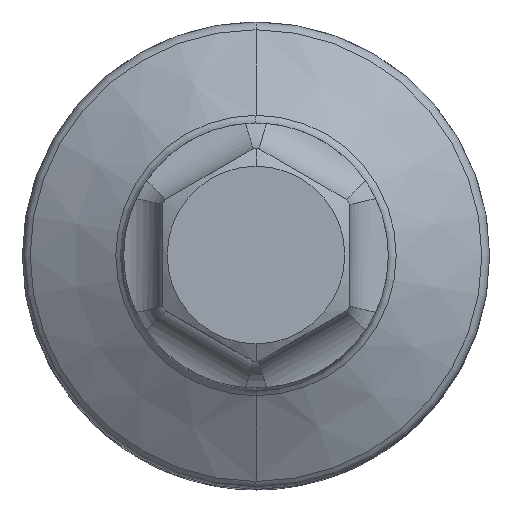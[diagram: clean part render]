
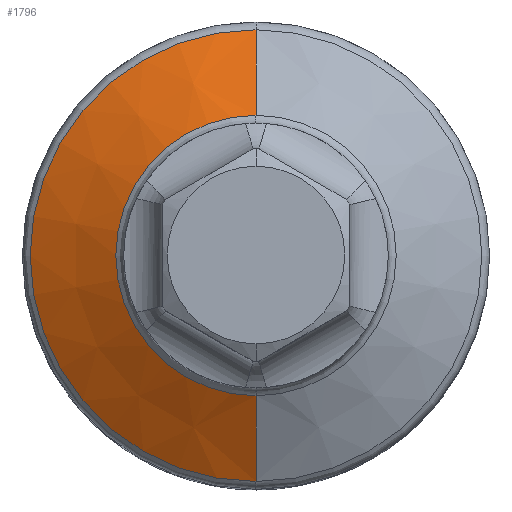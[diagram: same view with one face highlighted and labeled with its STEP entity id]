
A CAD part, top view. The second image highlights one B-rep face of the part: STEP entity #1796.
In plain terms, the highlighted conical face has half-angle 60 degrees and reference radius 11.75 mm.
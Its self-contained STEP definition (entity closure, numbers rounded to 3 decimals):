
#521=CARTESIAN_POINT('',(0.,0.,28.536));
#522=DIRECTION('',(0.,0.,1.));
#523=DIRECTION('',(0.,1.,0.));
#524=AXIS2_PLACEMENT_3D('',#521,#522,#523);
#526=DIRECTION('',(0.,-0.866,0.5));
#527=VECTOR('',#526,6.351);
#528=CARTESIAN_POINT('',(0.,14.5,28.536));
#529=LINE('',#528,#527);
#530=CARTESIAN_POINT('',(0.,0.,31.711));
#531=DIRECTION('',(0.,0.,-1.));
#532=DIRECTION('',(0.,-1.,0.));
#533=AXIS2_PLACEMENT_3D('',#530,#531,#532);
#535=DIRECTION('',(0.,0.866,0.5));
#536=VECTOR('',#535,6.351);
#537=CARTESIAN_POINT('',(0.,-14.5,28.536));
#538=LINE('',#537,#536);
#1306=CARTESIAN_POINT('',(0.,-9.,31.711));
#1307=CARTESIAN_POINT('',(0.,9.,31.711));
#1308=VERTEX_POINT('',#1306);
#1309=VERTEX_POINT('',#1307);
#1310=CARTESIAN_POINT('',(0.,14.5,28.536));
#1311=CARTESIAN_POINT('',(0.,-14.5,28.536));
#1312=VERTEX_POINT('',#1310);
#1313=VERTEX_POINT('',#1311);
#1782=CARTESIAN_POINT('',(0.,0.,30.124));
#1783=DIRECTION('',(0.,0.,-1.));
#1784=DIRECTION('',(0.,-1.,0.));
#1785=AXIS2_PLACEMENT_3D('',#1782,#1783,#1784);
#1786=CONICAL_SURFACE('',#1785,11.75,60.);
#1788=ORIENTED_EDGE('',*,*,#1787,.F.);
#1790=ORIENTED_EDGE('',*,*,#1789,.T.);
#1791=ORIENTED_EDGE('',*,*,#1568,.F.);
#1793=ORIENTED_EDGE('',*,*,#1792,.F.);
#1794=EDGE_LOOP('',(#1788,#1790,#1791,#1793));
#1795=FACE_OUTER_BOUND('',#1794,.F.);
#1796=ADVANCED_FACE('',(#1795),#1786,.T.);
#525=CIRCLE('',#524,14.5);
#534=CIRCLE('',#533,9.);
#1568=EDGE_CURVE('',#1308,#1309,#534,.T.);
#1787=EDGE_CURVE('',#1312,#1313,#525,.T.);
#1789=EDGE_CURVE('',#1312,#1309,#529,.T.);
#1792=EDGE_CURVE('',#1313,#1308,#538,.T.);
